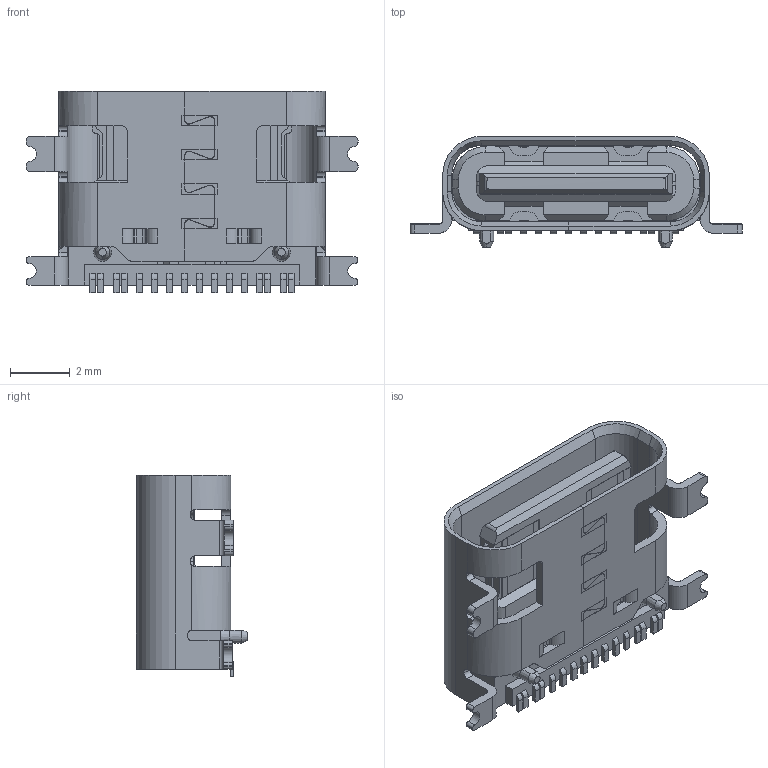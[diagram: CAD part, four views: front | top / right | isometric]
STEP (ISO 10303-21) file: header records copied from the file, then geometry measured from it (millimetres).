
FILE_DESCRIPTION (( 'STEP AP214' ), '1' );
FILE_NAME ('USB4216-03-A_rev0.2.STEP', '2024-12-17T09:35:26', ( '' ), ( '' ), 'SwSTEP 2.0', 'SolidWorks 2024', '' );
FILE_SCHEMA (( 'AUTOMOTIVE_DESIGN' ));
Length unit declared in the file: millimetre
Products named in the file (3): USB4216 Shell; USB4216-03-A_rev0.2; USB4216 Housing&Terminal
Assembly tree (2 placements, depth 2):
  USB4216-03-A_rev0.2
    USB4216 Shell
    USB4216 Housing&Terminal
Bounding box: 11.14 x 3.73 x 6.75 mm (x, y, z)
Volume: 96.7 mm3; surface area: 444.9 mm2
Topology: 2 solids, 2 shells, 716 faces, 2015 edges, 1294 vertices
Faces by surface type: plane 516, cylinder 174, cone 26
Entity records: 27008 total; most frequent: CARTESIAN_POINT 4313, ORIENTED_EDGE 4030, DIRECTION 3750, EDGE_CURVE 2015, VECTOR 1588, LINE 1588, VERTEX_POINT 1294, AXIS2_PLACEMENT_3D 1081
